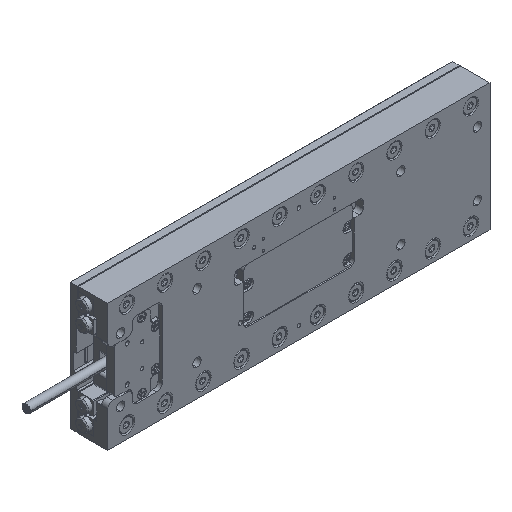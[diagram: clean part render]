
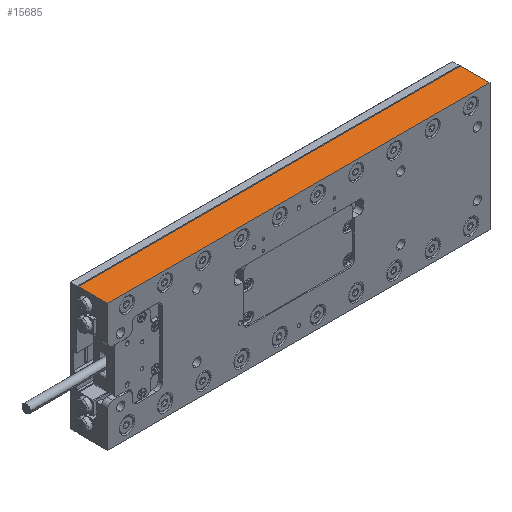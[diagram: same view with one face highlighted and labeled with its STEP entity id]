
A CAD part, isometric view. The second image highlights one B-rep face of the part: STEP entity #15685.
In plain terms, the highlighted planar face has unit normal (0, 0, 1).
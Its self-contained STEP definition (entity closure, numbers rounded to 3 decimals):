
#3682 = CARTESIAN_POINT ( 'NONE',  ( -75., 11.5, 25. ) ) ;
#6598 = VECTOR ( 'NONE', #71364, 1000. ) ;
#10270 = VERTEX_POINT ( 'NONE', #32698 ) ;
#14481 = PLANE ( 'NONE',  #75167 ) ;
#15685 = ADVANCED_FACE ( 'NONE', ( #67753 ), #14481, .F. ) ;
#15958 = EDGE_CURVE ( 'NONE', #70237, #32968, #72648, .T. ) ;
#19038 = LINE ( 'NONE', #76634, #47137 ) ;
#19913 = LINE ( 'NONE', #40142, #38629 ) ;
#21023 = EDGE_CURVE ( 'NONE', #70237, #10270, #55842, .T. ) ;
#30044 = CARTESIAN_POINT ( 'NONE',  ( -75., 5.5, 25. ) ) ;
#30874 = EDGE_CURVE ( 'NONE', #32968, #38765, #19038, .T. ) ;
#31144 = ORIENTED_EDGE ( 'NONE', *, *, #21023, .T. ) ;
#32698 = CARTESIAN_POINT ( 'NONE',  ( -75., 0., 25. ) ) ;
#32968 = VERTEX_POINT ( 'NONE', #69834 ) ;
#33926 = VECTOR ( 'NONE', #69995, 1000. ) ;
#38629 = VECTOR ( 'NONE', #46150, 1000. ) ;
#38765 = VERTEX_POINT ( 'NONE', #50094 ) ;
#40142 = CARTESIAN_POINT ( 'NONE',  ( -75., 0., 25. ) ) ;
#40695 = CARTESIAN_POINT ( 'NONE',  ( -75., 5.5, 25. ) ) ;
#42836 = ORIENTED_EDGE ( 'NONE', *, *, #15958, .F. ) ;
#46150 = DIRECTION ( 'NONE',  ( 1., 0., 0. ) ) ;
#47137 = VECTOR ( 'NONE', #65467, 1000. ) ;
#50094 = CARTESIAN_POINT ( 'NONE',  ( 75., 0., 25. ) ) ;
#52123 = DIRECTION ( 'NONE',  ( -1., 0., 0. ) ) ;
#53769 = ORIENTED_EDGE ( 'NONE', *, *, #70735, .T. ) ;
#55842 = LINE ( 'NONE', #30044, #33926 ) ;
#58209 = EDGE_LOOP ( 'NONE', ( #53769, #64350, #42836, #31144 ) ) ;
#64350 = ORIENTED_EDGE ( 'NONE', *, *, #30874, .F. ) ;
#65467 = DIRECTION ( 'NONE',  ( 0., -1., 0. ) ) ;
#66894 = DIRECTION ( 'NONE',  ( 0., 0., -1. ) ) ;
#67753 = FACE_OUTER_BOUND ( 'NONE', #58209, .T. ) ;
#69834 = CARTESIAN_POINT ( 'NONE',  ( 75., 11.5, 25. ) ) ;
#69995 = DIRECTION ( 'NONE',  ( 0., -1., 0. ) ) ;
#70237 = VERTEX_POINT ( 'NONE', #3682 ) ;
#70735 = EDGE_CURVE ( 'NONE', #10270, #38765, #19913, .T. ) ;
#70937 = CARTESIAN_POINT ( 'NONE',  ( -81.357, 11.5, 25. ) ) ;
#71364 = DIRECTION ( 'NONE',  ( 1., 0., 0. ) ) ;
#72648 = LINE ( 'NONE', #70937, #6598 ) ;
#75167 = AXIS2_PLACEMENT_3D ( 'NONE', #40695, #66894, #52123 ) ;
#76634 = CARTESIAN_POINT ( 'NONE',  ( 75., 5.5, 25. ) ) ;
